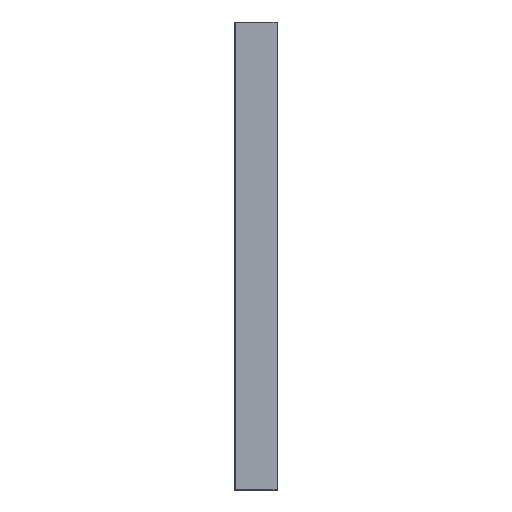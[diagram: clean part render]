
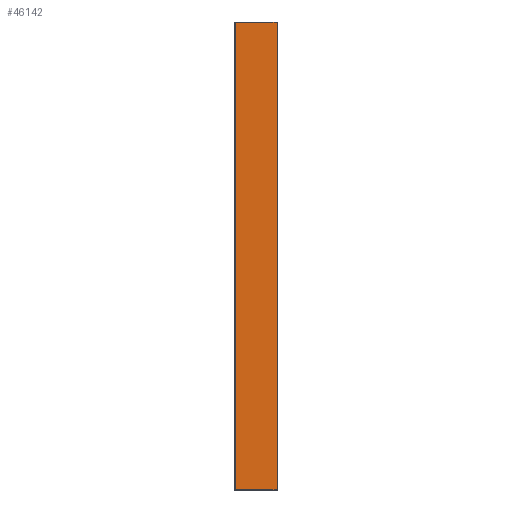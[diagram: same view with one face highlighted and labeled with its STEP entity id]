
A CAD part, front view. The second image highlights one B-rep face of the part: STEP entity #46142.
In plain terms, the highlighted planar face has unit normal (0, -1, 0).
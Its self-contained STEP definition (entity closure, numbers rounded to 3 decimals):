
#36591 = PLANE('',#36592);
#36592 = AXIS2_PLACEMENT_3D('',#36593,#36594,#36595);
#36593 = CARTESIAN_POINT('',(5.5,-10.95,0.05));
#36594 = DIRECTION('',(0.,0.707,0.707));
#36595 = DIRECTION('',(1.,0.,0.));
#36950 = PLANE('',#36951);
#36951 = AXIS2_PLACEMENT_3D('',#36952,#36953,#36954);
#36952 = CARTESIAN_POINT('',(5.5,-10.95,119.95));
#36953 = DIRECTION('',(0.,-0.707,
    0.707));
#36954 = DIRECTION('',(1.,0.,0.));
#37288 = PLANE('',#37289);
#37289 = AXIS2_PLACEMENT_3D('',#37290,#37291,#37292);
#37290 = CARTESIAN_POINT('',(-5.4,-10.9,0.));
#37291 = DIRECTION('',(-0.707,-0.707,
    0.));
#37292 = DIRECTION('',(0.,0.,1.));
#40749 = VERTEX_POINT('',#40750);
#40750 = CARTESIAN_POINT('',(5.4,-11.,0.1));
#40771 = EDGE_CURVE('',#40749,#40772,#40774,.T.);
#40772 = VERTEX_POINT('',#40773);
#40773 = CARTESIAN_POINT('',(-5.3,-11.,0.1));
#40774 = SURFACE_CURVE('',#40775,(#40779,#40786),.PCURVE_S1.);
#40775 = LINE('',#40776,#40777);
#40776 = CARTESIAN_POINT('',(5.5,-11.,0.1));
#40777 = VECTOR('',#40778,1.);
#40778 = DIRECTION('',(-1.,0.,0.));
#40779 = PCURVE('',#36591,#40780);
#40780 = DEFINITIONAL_REPRESENTATION('',(#40781),#40785);
#40781 = LINE('',#40782,#40783);
#40782 = CARTESIAN_POINT('',(0.,-0.071));
#40783 = VECTOR('',#40784,1.);
#40784 = DIRECTION('',(-1.,0.));
#40785 = ( GEOMETRIC_REPRESENTATION_CONTEXT(2) 
PARAMETRIC_REPRESENTATION_CONTEXT() REPRESENTATION_CONTEXT('2D SPACE',''
  ) );
#40786 = PCURVE('',#40787,#40792);
#40787 = PLANE('',#40788);
#40788 = AXIS2_PLACEMENT_3D('',#40789,#40790,#40791);
#40789 = CARTESIAN_POINT('',(5.5,-11.,0.));
#40790 = DIRECTION('',(0.,-1.,0.));
#40791 = DIRECTION('',(-1.,0.,0.));
#40792 = DEFINITIONAL_REPRESENTATION('',(#40793),#40797);
#40793 = LINE('',#40794,#40795);
#40794 = CARTESIAN_POINT('',(0.,-0.1));
#40795 = VECTOR('',#40796,1.);
#40796 = DIRECTION('',(1.,0.));
#40797 = ( GEOMETRIC_REPRESENTATION_CONTEXT(2) 
PARAMETRIC_REPRESENTATION_CONTEXT() REPRESENTATION_CONTEXT('2D SPACE',''
  ) );
#41087 = VERTEX_POINT('',#41088);
#41088 = CARTESIAN_POINT('',(5.4,-11.,119.9));
#41109 = EDGE_CURVE('',#41087,#41110,#41112,.T.);
#41110 = VERTEX_POINT('',#41111);
#41111 = CARTESIAN_POINT('',(-5.3,-11.,119.9));
#41112 = SURFACE_CURVE('',#41113,(#41117,#41124),.PCURVE_S1.);
#41113 = LINE('',#41114,#41115);
#41114 = CARTESIAN_POINT('',(5.5,-11.,119.9));
#41115 = VECTOR('',#41116,1.);
#41116 = DIRECTION('',(-1.,0.,0.));
#41117 = PCURVE('',#36950,#41118);
#41118 = DEFINITIONAL_REPRESENTATION('',(#41119),#41123);
#41119 = LINE('',#41120,#41121);
#41120 = CARTESIAN_POINT('',(0.,-0.071));
#41121 = VECTOR('',#41122,1.);
#41122 = DIRECTION('',(-1.,0.));
#41123 = ( GEOMETRIC_REPRESENTATION_CONTEXT(2) 
PARAMETRIC_REPRESENTATION_CONTEXT() REPRESENTATION_CONTEXT('2D SPACE',''
  ) );
#41124 = PCURVE('',#40787,#41125);
#41125 = DEFINITIONAL_REPRESENTATION('',(#41126),#41130);
#41126 = LINE('',#41127,#41128);
#41127 = CARTESIAN_POINT('',(0.,-119.9));
#41128 = VECTOR('',#41129,1.);
#41129 = DIRECTION('',(1.,0.));
#41130 = ( GEOMETRIC_REPRESENTATION_CONTEXT(2) 
PARAMETRIC_REPRESENTATION_CONTEXT() REPRESENTATION_CONTEXT('2D SPACE',''
  ) );
#41211 = EDGE_CURVE('',#40772,#41110,#41212,.T.);
#41212 = SURFACE_CURVE('',#41213,(#41217,#41224),.PCURVE_S1.);
#41213 = LINE('',#41214,#41215);
#41214 = CARTESIAN_POINT('',(-5.3,-11.,0.));
#41215 = VECTOR('',#41216,1.);
#41216 = DIRECTION('',(0.,0.,1.));
#41217 = PCURVE('',#37288,#41218);
#41218 = DEFINITIONAL_REPRESENTATION('',(#41219),#41223);
#41219 = LINE('',#41220,#41221);
#41220 = CARTESIAN_POINT('',(0.,-0.141));
#41221 = VECTOR('',#41222,1.);
#41222 = DIRECTION('',(1.,0.));
#41223 = ( GEOMETRIC_REPRESENTATION_CONTEXT(2) 
PARAMETRIC_REPRESENTATION_CONTEXT() REPRESENTATION_CONTEXT('2D SPACE',''
  ) );
#41224 = PCURVE('',#40787,#41225);
#41225 = DEFINITIONAL_REPRESENTATION('',(#41226),#41230);
#41226 = LINE('',#41227,#41228);
#41227 = CARTESIAN_POINT('',(10.8,0.));
#41228 = VECTOR('',#41229,1.);
#41229 = DIRECTION('',(0.,-1.));
#41230 = ( GEOMETRIC_REPRESENTATION_CONTEXT(2) 
PARAMETRIC_REPRESENTATION_CONTEXT() REPRESENTATION_CONTEXT('2D SPACE',''
  ) );
#46011 = PLANE('',#46012);
#46012 = AXIS2_PLACEMENT_3D('',#46013,#46014,#46015);
#46013 = CARTESIAN_POINT('',(5.45,-10.95,0.));
#46014 = DIRECTION('',(0.707,-0.707,0.));
#46015 = DIRECTION('',(0.,0.,1.));
#46142 = ADVANCED_FACE('',(#46143),#40787,.T.);
#46143 = FACE_BOUND('',#46144,.T.);
#46144 = EDGE_LOOP('',(#46145,#46166,#46167,#46168));
#46145 = ORIENTED_EDGE('',*,*,#46146,.T.);
#46146 = EDGE_CURVE('',#40749,#41087,#46147,.T.);
#46147 = SURFACE_CURVE('',#46148,(#46152,#46159),.PCURVE_S1.);
#46148 = LINE('',#46149,#46150);
#46149 = CARTESIAN_POINT('',(5.4,-11.,0.));
#46150 = VECTOR('',#46151,1.);
#46151 = DIRECTION('',(0.,0.,1.));
#46152 = PCURVE('',#40787,#46153);
#46153 = DEFINITIONAL_REPRESENTATION('',(#46154),#46158);
#46154 = LINE('',#46155,#46156);
#46155 = CARTESIAN_POINT('',(0.1,0.));
#46156 = VECTOR('',#46157,1.);
#46157 = DIRECTION('',(0.,-1.));
#46158 = ( GEOMETRIC_REPRESENTATION_CONTEXT(2) 
PARAMETRIC_REPRESENTATION_CONTEXT() REPRESENTATION_CONTEXT('2D SPACE',''
  ) );
#46159 = PCURVE('',#46011,#46160);
#46160 = DEFINITIONAL_REPRESENTATION('',(#46161),#46165);
#46161 = LINE('',#46162,#46163);
#46162 = CARTESIAN_POINT('',(0.,0.071));
#46163 = VECTOR('',#46164,1.);
#46164 = DIRECTION('',(1.,0.));
#46165 = ( GEOMETRIC_REPRESENTATION_CONTEXT(2) 
PARAMETRIC_REPRESENTATION_CONTEXT() REPRESENTATION_CONTEXT('2D SPACE',''
  ) );
#46166 = ORIENTED_EDGE('',*,*,#41109,.T.);
#46167 = ORIENTED_EDGE('',*,*,#41211,.F.);
#46168 = ORIENTED_EDGE('',*,*,#40771,.F.);
